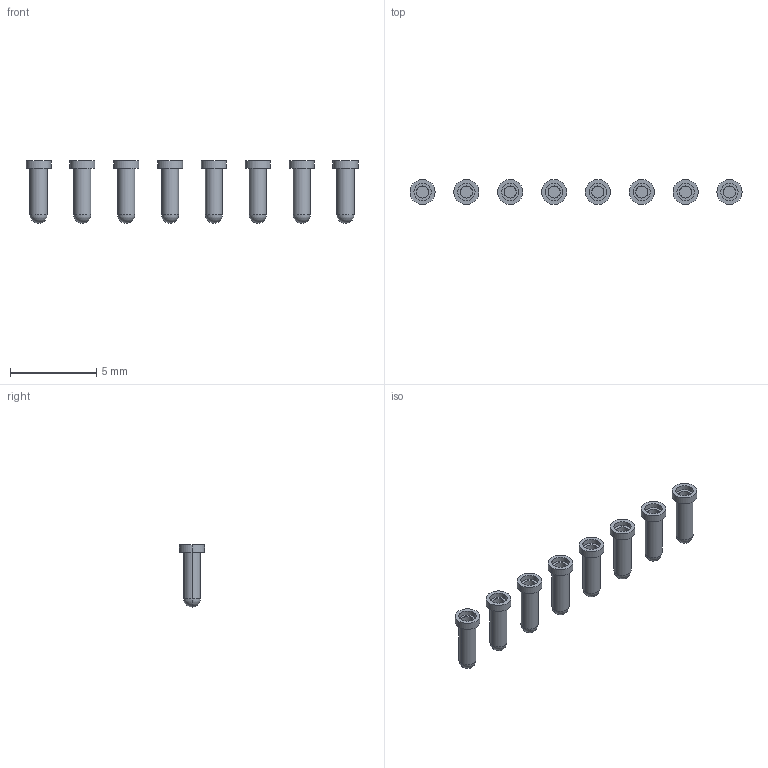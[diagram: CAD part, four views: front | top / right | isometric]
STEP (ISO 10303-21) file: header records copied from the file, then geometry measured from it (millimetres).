
FILE_DESCRIPTION((''),'2;1');
FILE_NAME('HARWIN_D01-9900801.stp','2008-12-08T14:35:07',(''),(''),'Mechanical Desktop 2006','Mechanical Desktop 2006',', , ');
FILE_SCHEMA(('AUTOMOTIVE_DESIGN { 1 2 10303 214 0 1 1 1 }'));
Length unit declared in the file: millimetre
Products named in the file (1): HARWIN_D01-9900801
Bounding box: 19.23 x 1.45 x 3.61 mm (x, y, z)
Volume: 13.8 mm3; surface area: 178.1 mm2
Topology: 16 solids, 16 shells, 120 faces, 280 edges, 224 vertices
Faces by surface type: cylinder 64, plane 40, sphere 16
Entity records: 3354 total; most frequent: DIRECTION 658, CARTESIAN_POINT 553, ORIENTED_EDGE 432, AXIS2_PLACEMENT_3D 281, EDGE_CURVE 216, CIRCLE 160, EDGE_LOOP 152, VERTEX_POINT 144
